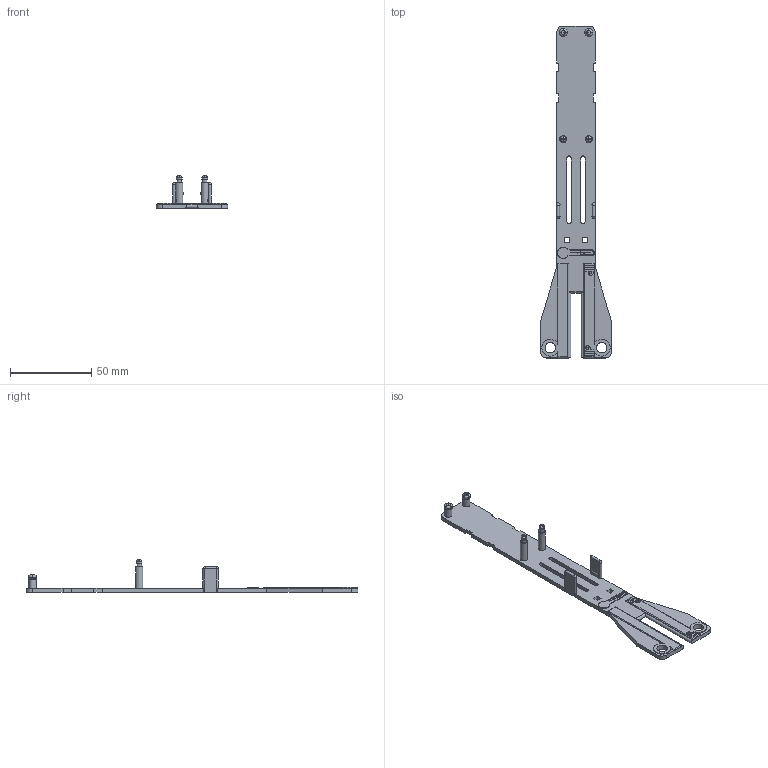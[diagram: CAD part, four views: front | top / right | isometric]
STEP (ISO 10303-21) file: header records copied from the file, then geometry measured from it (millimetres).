
FILE_DESCRIPTION(/* description */ ('STEP AP242','CAx-IF Rec.Pracs.---Representation and Presentation of Product Manufacturing Information (PMI)---4.0---2014-10-13','CAx-IF Rec.Pracs.---3D Tessellated Geometry---0.4---2014-09-14','2;1'),/* implementation_level */ '2;1');
FILE_NAME(/* name */ '6674e444c5f25f7f012b99f8',/* time_stamp */ '2024-06-21T02:24:04Z',/* author */ (''),/* organization */ (''),/* preprocessor_version */ 'ST-DEVELOPER v20',/* originating_system */ ' ',/* authorisation */ ' ');
FILE_SCHEMA (('AP242_MANAGED_MODEL_BASED_3D_ENGINEERING_MIM_LF { 1 0 10303 442 1 1 4 }'));
Length unit declared in the file: metre
Products named in the file (2): Base; BasePlate
Assembly tree (1 placements, depth 2):
  Base
    BasePlate
Bounding box: 44.2 x 204.87 x 20.07 mm (x, y, z)
Volume: 14553.8 mm3; surface area: 13749.7 mm2
Topology: 1 solids, 1 shells, 548 faces, 1525 edges, 1017 vertices
Faces by surface type: plane 441, cylinder 55, torus 36, bspline 16
Full cylindrical faces by diameter (mm): 2.921 x2, 4.445 x4, 6.35 x2
Entity records: 17509 total; most frequent: CARTESIAN_POINT 3498, ORIENTED_EDGE 3028, DIRECTION 2644, EDGE_CURVE 1514, LINE 1252, VECTOR 1252, VERTEX_POINT 1014, AXIS2_PLACEMENT_3D 696
